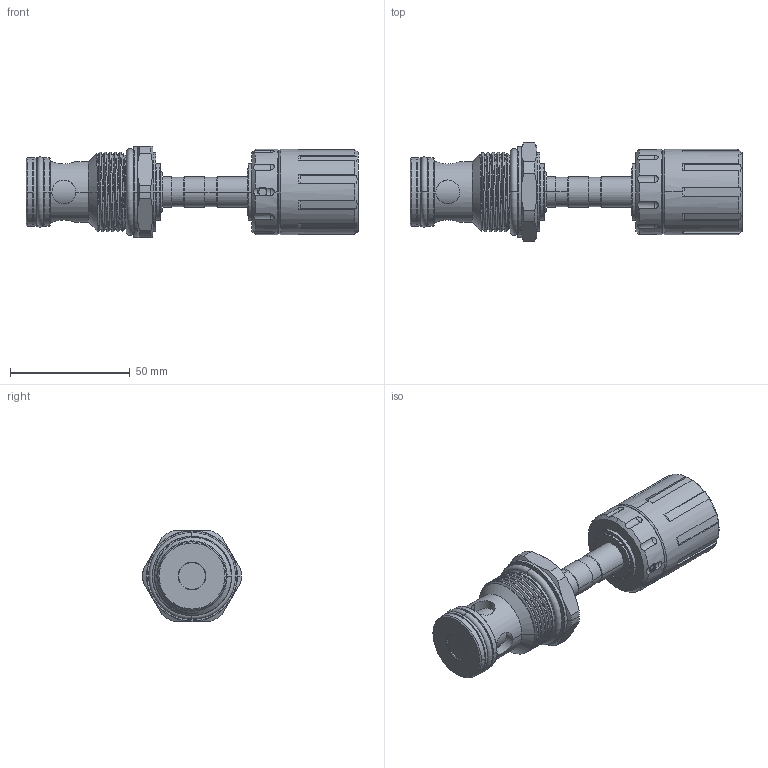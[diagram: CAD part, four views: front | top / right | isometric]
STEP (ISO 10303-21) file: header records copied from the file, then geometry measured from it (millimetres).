
FILE_DESCRIPTION (( 'STEP AP203' ), '1' );
FILE_NAME ('EP16W2A02RB05.STEP', '2024-07-01T05:31:36', ( '' ), ( '' ), 'SwSTEP 2.0', 'SolidWorks 2018', '' );
FILE_SCHEMA (( 'CONFIG_CONTROL_DESIGN' ));
Products named in the file (1): EP16W2A02RB05
Bounding box: 138.6 x 41.1 x 38 mm (x, y, z)
Volume: 87972.3 mm3; surface area: 19115 mm2
Topology: 1 solids, 1 shells, 425 faces, 1089 edges, 703 vertices
Faces by surface type: plane 167, cylinder 146, cone 57, bspline 23, torus 22, sphere 10
Entity records: 37956 total; most frequent: CARTESIAN_POINT 27865, ORIENTED_EDGE 2178, DIRECTION 1970, EDGE_CURVE 1089, AXIS2_PLACEMENT_3D 730, VERTEX_POINT 703, LINE 510, VECTOR 510
